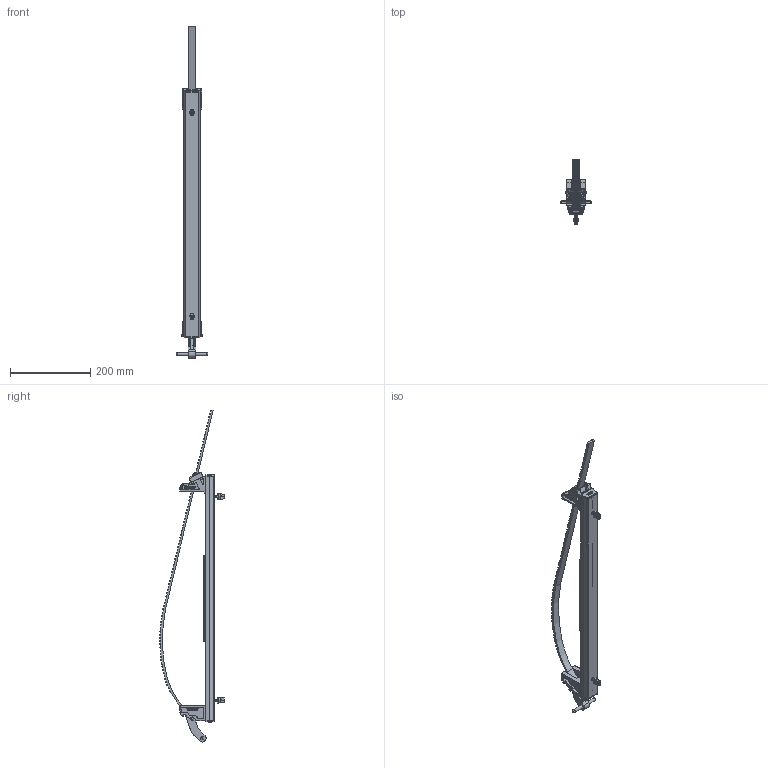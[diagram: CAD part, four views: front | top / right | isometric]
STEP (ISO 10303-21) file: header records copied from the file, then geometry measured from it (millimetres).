
FILE_DESCRIPTION (( 'STEP AP203' ), '1' );
FILE_NAME ('LE K5006L 3D Model.STEP', '2021-02-16T15:05:12', ( '' ), ( '' ), 'SwSTEP 2.0', 'SolidWorks 2019', '' );
FILE_SCHEMA (( 'CONFIG_CONTROL_DESIGN' ));
Length unit declared in the file: inch
Products named in the file (17): 1006-907.RA; 2005 RB; 1006-908.RA_BLACK; 2069LN_MSHXNUT 0.250-20-S-N; 2049; 7016; 3017_HFBOLT 0.25-20x1.25x0.75-C; LE K5006L 3D Model; 2004-1P; 7029_20; 2035n_20; 2019B-24_24; 2003UP; 2008-1 - IN USE; 3024_collapsed; 2019EC; 1006-3-  _in dual trac
Assembly tree (26 placements, depth 3):
  LE K5006L 3D Model
    2019B-24_24
    7029_20
      2049  x2
      7016  x2
    2035n_20
      3017_HFBOLT 0.25-20x1.25x0.75-C  x2
      2069LN_MSHXNUT 0.250-20-S-N  x2
    2008-1 - IN USE
    1006-3-  _in dual trac
    2019EC  x2
    1006-907.RA
      3017_HFBOLT 0.25-20x1.25x0.75-C  x3
      3024_collapsed
      2004-1P
      2003UP
    1006-908.RA_BLACK
      2005 RB
      3017_HFBOLT 0.25-20x1.25x0.75-C
      3024_collapsed
Bounding box: 78.89 x 161.13 x 827.59 mm (x, y, z)
Volume: 501778.5 mm3; surface area: 266965.3 mm2
Topology: 27 solids, 27 shells, 3807 faces, 9880 edges, 6250 vertices
Faces by surface type: plane 1376, cylinder 919, cone 696, bspline 616, torus 174, sphere 26
Entity records: 109861 total; most frequent: CARTESIAN_POINT 46836, ORIENTED_EDGE 13536, DIRECTION 11341, EDGE_CURVE 6768, VERTEX_POINT 4331, LINE 3955, VECTOR 3955, AXIS2_PLACEMENT_3D 3693
